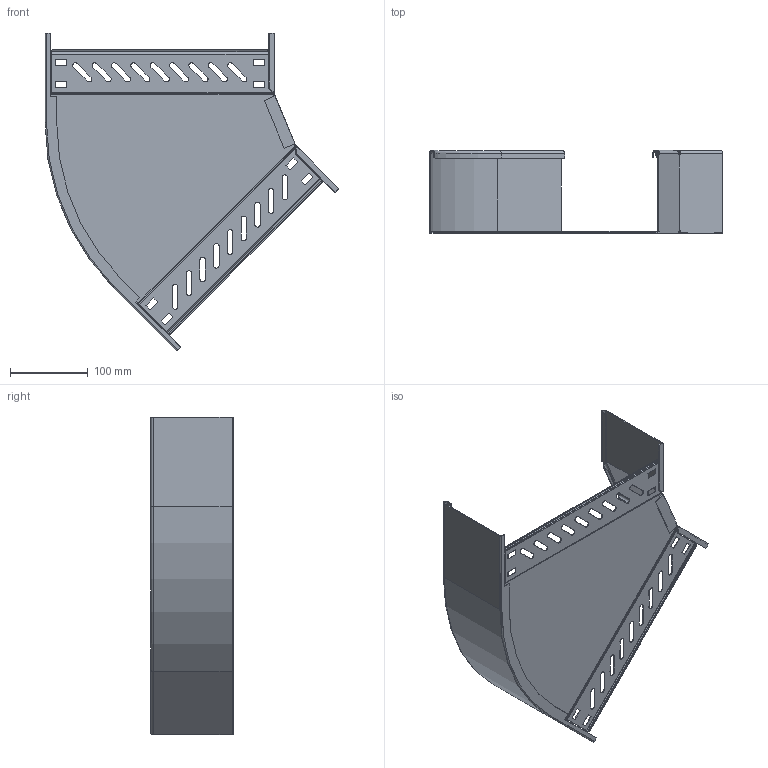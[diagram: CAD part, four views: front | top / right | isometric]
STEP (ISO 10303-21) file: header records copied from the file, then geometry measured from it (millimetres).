
FILE_DESCRIPTION (( 'STEP AP214' ), '1' );
FILE_NAME ('6036304.STEP', '2024-10-17T06:26:11', ( '' ), ( '' ), 'SwSTEP 2.0', 'SolidWorks 2022', '' );
FILE_SCHEMA (( 'AUTOMOTIVE_DESIGN' ));
Length unit declared in the file: millimetre
Products named in the file (4): 181554_300; 175033_300; 167655_110x45°; 6036304
Assembly tree (3 placements, depth 2):
  6036304
    175033_300
    181554_300
    167655_110x45°
Bounding box: 379.06 x 107 x 409.82 mm (x, y, z)
Volume: 175897.4 mm3; surface area: 354966.5 mm2
Topology: 3 solids, 3 shells, 338 faces, 912 edges, 580 vertices
Faces by surface type: plane 190, cylinder 138, bspline 6, torus 4
Entity records: 11160 total; most frequent: CARTESIAN_POINT 2252, ORIENTED_EDGE 1824, DIRECTION 1806, EDGE_CURVE 912, LINE 606, VECTOR 606, AXIS2_PLACEMENT_3D 600, VERTEX_POINT 580
